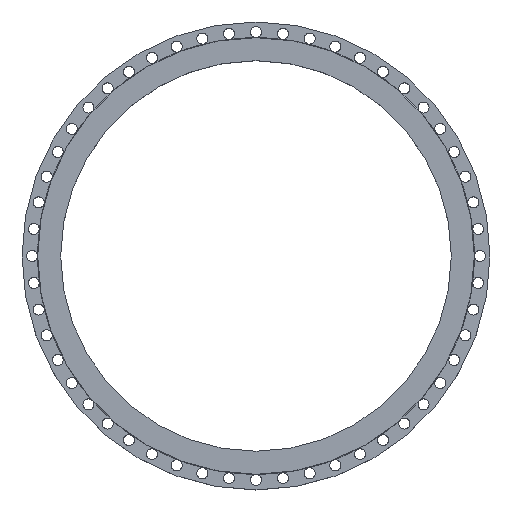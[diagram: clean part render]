
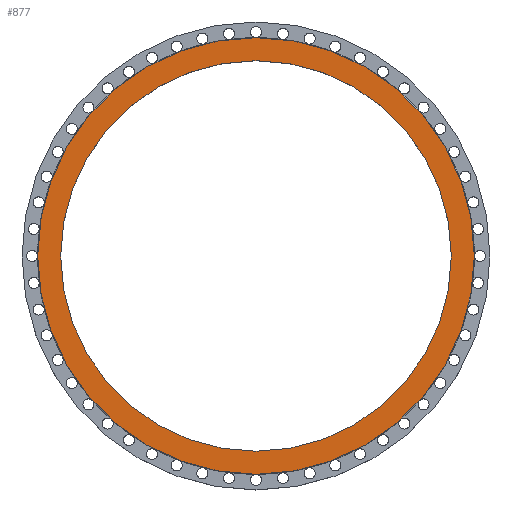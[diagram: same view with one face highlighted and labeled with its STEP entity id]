
A CAD part, top view. The second image highlights one B-rep face of the part: STEP entity #877.
In plain terms, the highlighted planar face has unit normal (0, 0, 1).
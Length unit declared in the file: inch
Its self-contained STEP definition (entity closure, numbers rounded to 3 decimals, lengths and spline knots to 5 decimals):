
#169 = DIRECTION ( 'NONE',  ( 0., 0., 1. ) ) ;
#204 = ORIENTED_EDGE ( 'NONE', *, *, #5009, .T. ) ;
#237 = CARTESIAN_POINT ( 'NONE',  ( 0., 0., 0. ) ) ;
#345 = DIRECTION ( 'NONE',  ( 0., 0., 1. ) ) ;
#432 = CARTESIAN_POINT ( 'NONE',  ( -26.5, 0., 0. ) ) ;
#514 = CIRCLE ( 'NONE', #4626, 26.5 ) ;
#678 = CIRCLE ( 'NONE', #4279, 29.625 ) ;
#734 = VERTEX_POINT ( 'NONE', #432 ) ;
#819 = DIRECTION ( 'NONE',  ( 1., 0., 0. ) ) ;
#877 = ADVANCED_FACE ( 'NONE', ( #3027, #2606 ), #2701, .F. ) ;
#914 = EDGE_LOOP ( 'NONE', ( #204, #3010 ) ) ;
#1095 = ORIENTED_EDGE ( 'NONE', *, *, #2605, .F. ) ;
#1213 = AXIS2_PLACEMENT_3D ( 'NONE', #4903, #169, #4082 ) ;
#1469 = VERTEX_POINT ( 'NONE', #1957 ) ;
#1553 = DIRECTION ( 'NONE',  ( 1., 0., 0. ) ) ;
#1587 = ORIENTED_EDGE ( 'NONE', *, *, #4300, .F. ) ;
#1735 = CARTESIAN_POINT ( 'NONE',  ( 0., 26.5, 0. ) ) ;
#1957 = CARTESIAN_POINT ( 'NONE',  ( 29.625, 0., 0. ) ) ;
#2128 = CIRCLE ( 'NONE', #1213, 26.5 ) ;
#2511 = EDGE_CURVE ( 'NONE', #3721, #1469, #678, .T. ) ;
#2572 = EDGE_LOOP ( 'NONE', ( #1587, #1095 ) ) ;
#2605 = EDGE_CURVE ( 'NONE', #734, #3242, #514, .T. ) ;
#2606 = FACE_OUTER_BOUND ( 'NONE', #914, .T. ) ;
#2680 = DIRECTION ( 'NONE',  ( 0., 0., 1. ) ) ;
#2701 = PLANE ( 'NONE',  #3356 ) ;
#2731 = DIRECTION ( 'NONE',  ( -1., 0., 0. ) ) ;
#2790 = DIRECTION ( 'NONE',  ( 0., 0., 1. ) ) ;
#3010 = ORIENTED_EDGE ( 'NONE', *, *, #2511, .T. ) ;
#3027 = FACE_BOUND ( 'NONE', #2572, .T. ) ;
#3212 = CARTESIAN_POINT ( 'NONE',  ( 0., 0., 0. ) ) ;
#3242 = VERTEX_POINT ( 'NONE', #4220 ) ;
#3356 = AXIS2_PLACEMENT_3D ( 'NONE', #1735, #4302, #2731 ) ;
#3721 = VERTEX_POINT ( 'NONE', #5199 ) ;
#3728 = CIRCLE ( 'NONE', #3892, 29.625 ) ;
#3892 = AXIS2_PLACEMENT_3D ( 'NONE', #4255, #2680, #5096 ) ;
#4082 = DIRECTION ( 'NONE',  ( 1., 0., 0. ) ) ;
#4220 = CARTESIAN_POINT ( 'NONE',  ( 26.5, 0., 0. ) ) ;
#4255 = CARTESIAN_POINT ( 'NONE',  ( 0., 0., 0. ) ) ;
#4279 = AXIS2_PLACEMENT_3D ( 'NONE', #237, #2790, #1553 ) ;
#4300 = EDGE_CURVE ( 'NONE', #3242, #734, #2128, .T. ) ;
#4302 = DIRECTION ( 'NONE',  ( 0., 0., -1. ) ) ;
#4626 = AXIS2_PLACEMENT_3D ( 'NONE', #3212, #345, #819 ) ;
#4903 = CARTESIAN_POINT ( 'NONE',  ( 0., 0., 0. ) ) ;
#5009 = EDGE_CURVE ( 'NONE', #1469, #3721, #3728, .T. ) ;
#5096 = DIRECTION ( 'NONE',  ( 1., 0., 0. ) ) ;
#5199 = CARTESIAN_POINT ( 'NONE',  ( -29.625, 0., 0. ) ) ;
